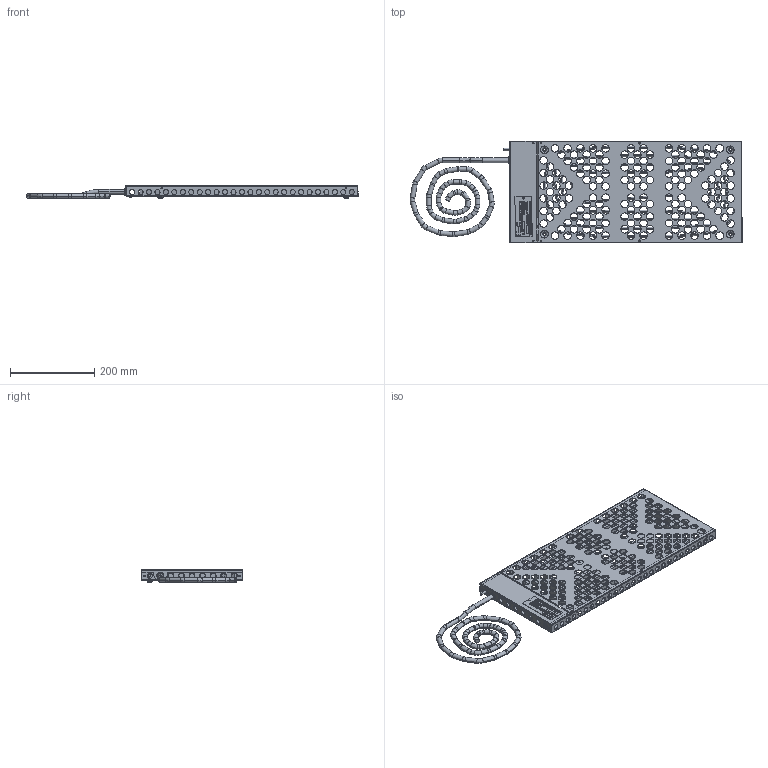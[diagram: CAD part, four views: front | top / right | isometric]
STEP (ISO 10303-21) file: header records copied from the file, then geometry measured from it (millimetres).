
FILE_DESCRIPTION (( 'STEP AP203' ), '1' );
FILE_NAME ('920A105384.STEP', '2019-09-25T09:14:37', ( '' ), ( '' ), 'SwSTEP 2.0', 'SolidWorks 2017', '' );
FILE_SCHEMA (( 'CONFIG_CONTROL_DESIGN' ));
Products named in the file (9): bunn heater nr2; HEAT TRACING CABLE SIZE B; 920A105384; topp lokk heater nr2; gummi hylse; TAG SKILT; 920A109442; ende lokk heater nr2; FLYING LEED
Assembly tree (10 placements, depth 2):
  920A105384
    bunn heater nr2
    ende lokk heater nr2
    topp lokk heater nr2
    gummi hylse
    TAG SKILT
    920A109442  x3
    HEAT TRACING CABLE SIZE B
    FLYING LEED
Bounding box: 785.98 x 240 x 31.53 mm (x, y, z)
Volume: 656927.5 mm3; surface area: 689585.4 mm2
Topology: 10 solids, 10 shells, 3569 faces, 9516 edges, 6166 vertices
Faces by surface type: plane 1354, cylinder 1297, bspline 708, torus 186, cone 16, sphere 8
Entity records: 146377 total; most frequent: CARTESIAN_POINT 59942, ORIENTED_EDGE 18536, DIRECTION 15822, EDGE_CURVE 9268, VERTEX_POINT 6014, AXIS2_PLACEMENT_3D 5396, LINE 5030, VECTOR 5030
